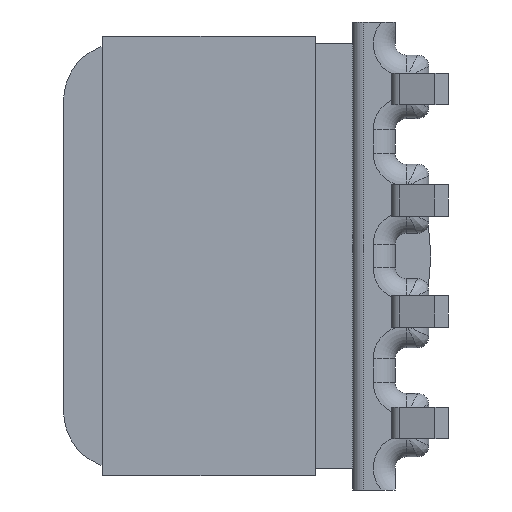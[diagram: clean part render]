
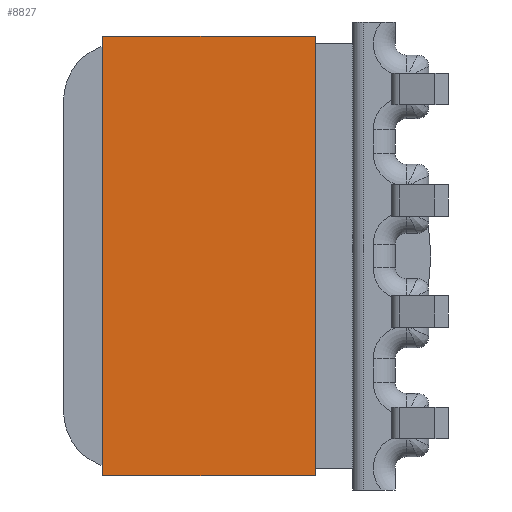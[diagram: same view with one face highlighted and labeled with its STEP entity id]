
A CAD part, left-side view. The second image highlights one B-rep face of the part: STEP entity #8827.
In plain terms, the highlighted planar face has unit normal (-1, 0, 0).
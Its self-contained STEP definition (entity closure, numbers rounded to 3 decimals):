
#69 = VECTOR ( 'NONE', #328, 1000. ) ;
#138 = VERTEX_POINT ( 'NONE', #571 ) ;
#216 = LINE ( 'NONE', #9274, #69 ) ;
#328 = DIRECTION ( 'NONE',  ( 0., -1., 0. ) ) ;
#571 = CARTESIAN_POINT ( 'NONE',  ( -0.16, -9.66, -4.75 ) ) ;
#578 = ORIENTED_EDGE ( 'NONE', *, *, #4354, .F. ) ;
#920 = ORIENTED_EDGE ( 'NONE', *, *, #3121, .F. ) ;
#1421 = ORIENTED_EDGE ( 'NONE', *, *, #2740, .T. ) ;
#1540 = LINE ( 'NONE', #7056, #8787 ) ;
#1637 = VERTEX_POINT ( 'NONE', #10960 ) ;
#2164 = VECTOR ( 'NONE', #6928, 1000. ) ;
#2426 = DIRECTION ( 'NONE',  ( 0., 0., 1. ) ) ;
#2573 = ORIENTED_EDGE ( 'NONE', *, *, #10521, .T. ) ;
#2740 = EDGE_CURVE ( 'NONE', #138, #11641, #1540, .T. ) ;
#2879 = LINE ( 'NONE', #7455, #6273 ) ;
#3078 = EDGE_LOOP ( 'NONE', ( #578, #920, #2573, #1421 ) ) ;
#3121 = EDGE_CURVE ( 'NONE', #5268, #1637, #11407, .T. ) ;
#3305 = CARTESIAN_POINT ( 'NONE',  ( -0.16, 0.16, -4.75 ) ) ;
#4354 = EDGE_CURVE ( 'NONE', #1637, #11641, #216, .T. ) ;
#5268 = VERTEX_POINT ( 'NONE', #5819 ) ;
#5819 = CARTESIAN_POINT ( 'NONE',  ( -0.16, 0.16, -4.75 ) ) ;
#6089 = PLANE ( 'NONE',  #7928 ) ;
#6273 = VECTOR ( 'NONE', #7339, 1000. ) ;
#6928 = DIRECTION ( 'NONE',  ( 0., 0., 1. ) ) ;
#7036 = DIRECTION ( 'NONE',  ( 0., 0., 1. ) ) ;
#7056 = CARTESIAN_POINT ( 'NONE',  ( -0.16, -9.66, -4.75 ) ) ;
#7150 = DIRECTION ( 'NONE',  ( -1., 0., 0. ) ) ;
#7339 = DIRECTION ( 'NONE',  ( 0., -1., 0. ) ) ;
#7455 = CARTESIAN_POINT ( 'NONE',  ( -0.16, 0.16, -4.75 ) ) ;
#7914 = CARTESIAN_POINT ( 'NONE',  ( -0.16, 0.16, -4.75 ) ) ;
#7928 = AXIS2_PLACEMENT_3D ( 'NONE', #7914, #7150, #7036 ) ;
#8787 = VECTOR ( 'NONE', #2426, 1000. ) ;
#8827 = ADVANCED_FACE ( 'NONE', ( #8860 ), #6089, .T. ) ;
#8860 = FACE_OUTER_BOUND ( 'NONE', #3078, .T. ) ;
#9274 = CARTESIAN_POINT ( 'NONE',  ( -0.16, 0.16, 0. ) ) ;
#10521 = EDGE_CURVE ( 'NONE', #5268, #138, #2879, .T. ) ;
#10960 = CARTESIAN_POINT ( 'NONE',  ( -0.16, 0.16, 0. ) ) ;
#11407 = LINE ( 'NONE', #3305, #2164 ) ;
#11595 = CARTESIAN_POINT ( 'NONE',  ( -0.16, -9.66, 0. ) ) ;
#11641 = VERTEX_POINT ( 'NONE', #11595 ) ;
